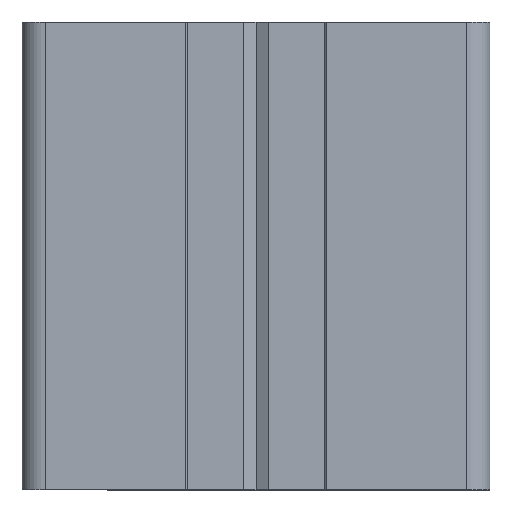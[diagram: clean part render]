
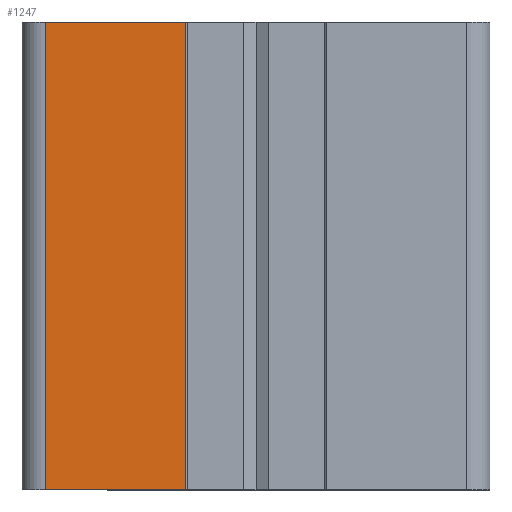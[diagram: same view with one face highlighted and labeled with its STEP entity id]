
A CAD part, left-side view. The second image highlights one B-rep face of the part: STEP entity #1247.
In plain terms, the highlighted planar face has unit normal (-1, 0, 0).
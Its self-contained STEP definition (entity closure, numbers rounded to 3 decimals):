
#34=FACE_OUTER_BOUND('',#99,.T.);
#99=EDGE_LOOP('',(#973,#974,#975,#976));
#204=LINE('',#1806,#377);
#228=LINE('',#1857,#401);
#282=LINE('',#1973,#455);
#283=LINE('',#1975,#456);
#377=VECTOR('',#1441,10.);
#401=VECTOR('',#1469,10.);
#455=VECTOR('',#1553,10.);
#456=VECTOR('',#1556,10.);
#554=VERTEX_POINT('',#1803);
#555=VERTEX_POINT('',#1805);
#579=VERTEX_POINT('',#1854);
#580=VERTEX_POINT('',#1856);
#676=EDGE_CURVE('',#554,#555,#204,.T.);
#701=EDGE_CURVE('',#579,#580,#228,.T.);
#760=EDGE_CURVE('',#579,#555,#282,.T.);
#761=EDGE_CURVE('',#580,#554,#283,.T.);
#973=ORIENTED_EDGE('',*,*,#761,.F.);
#974=ORIENTED_EDGE('',*,*,#701,.F.);
#975=ORIENTED_EDGE('',*,*,#760,.T.);
#976=ORIENTED_EDGE('',*,*,#676,.F.);
#1189=PLANE('',#1334);
#1247=ADVANCED_FACE('',(#34),#1189,.T.);
#1334=AXIS2_PLACEMENT_3D('',#1974,#1554,#1555);
#1441=DIRECTION('',(0.,-1.,0.));
#1469=DIRECTION('',(0.,1.,0.));
#1553=DIRECTION('',(0.,0.,1.));
#1554=DIRECTION('center_axis',(-1.,0.,0.));
#1555=DIRECTION('ref_axis',(0.,0.,1.));
#1556=DIRECTION('',(0.,0.,1.));
#1803=CARTESIAN_POINT('',(-10.,9.,21.537));
#1805=CARTESIAN_POINT('',(-10.,3.,21.537));
#1806=CARTESIAN_POINT('',(-10.,-4.061,21.537));
#1854=CARTESIAN_POINT('',(-10.,3.,1.537));
#1856=CARTESIAN_POINT('',(-10.,9.,1.537));
#1857=CARTESIAN_POINT('',(-10.,12.811,1.537));
#1973=CARTESIAN_POINT('',(-10.,3.,18.601));
#1974=CARTESIAN_POINT('Origin',(-10.,9.,-259.5));
#1975=CARTESIAN_POINT('',(-10.,9.,18.601));
